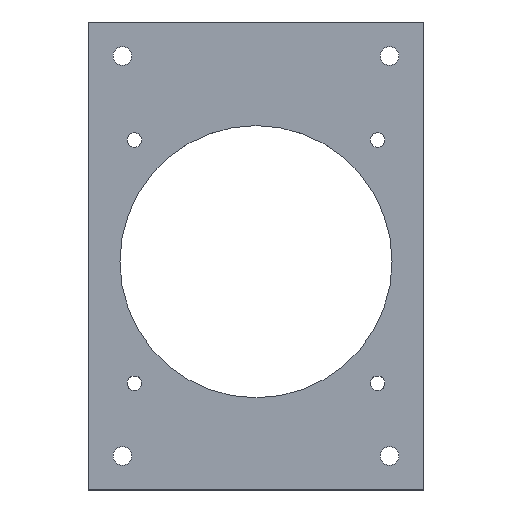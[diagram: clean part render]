
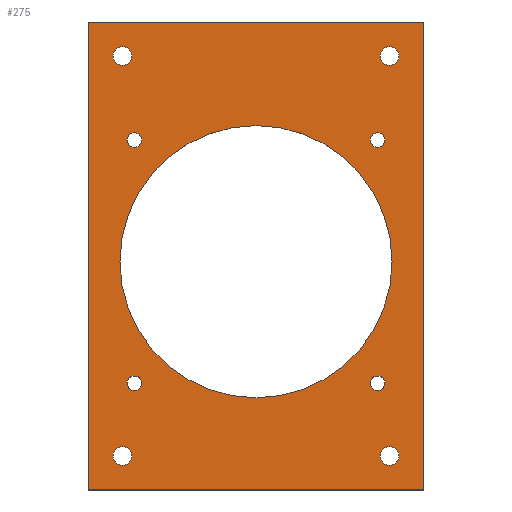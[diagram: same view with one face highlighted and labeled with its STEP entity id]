
A CAD part, top view. The second image highlights one B-rep face of the part: STEP entity #275.
In plain terms, the highlighted planar face has unit normal (0, 0, 1).
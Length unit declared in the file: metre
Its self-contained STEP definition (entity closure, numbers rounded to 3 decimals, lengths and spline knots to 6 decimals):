
#16=LINE('',#462,#28);
#17=LINE('',#465,#29);
#18=LINE('',#467,#30);
#19=LINE('',#469,#31);
#28=VECTOR('',#386,1.);
#29=VECTOR('',#387,1.);
#30=VECTOR('',#388,1.);
#31=VECTOR('',#389,1.);
#37=PLANE('',#317);
#65=ORIENTED_EDGE('',*,*,#120,.T.);
#66=ORIENTED_EDGE('',*,*,#121,.T.);
#67=ORIENTED_EDGE('',*,*,#122,.T.);
#68=ORIENTED_EDGE('',*,*,#123,.T.);
#69=ORIENTED_EDGE('',*,*,#102,.F.);
#70=ORIENTED_EDGE('',*,*,#104,.F.);
#71=ORIENTED_EDGE('',*,*,#106,.F.);
#72=ORIENTED_EDGE('',*,*,#108,.F.);
#73=ORIENTED_EDGE('',*,*,#110,.F.);
#74=ORIENTED_EDGE('',*,*,#124,.T.);
#75=ORIENTED_EDGE('',*,*,#125,.F.);
#76=ORIENTED_EDGE('',*,*,#126,.F.);
#77=ORIENTED_EDGE('',*,*,#127,.F.);
#102=EDGE_CURVE('',#132,#132,#158,.T.);
#104=EDGE_CURVE('',#134,#134,#160,.T.);
#106=EDGE_CURVE('',#136,#136,#162,.T.);
#108=EDGE_CURVE('',#138,#138,#164,.T.);
#110=EDGE_CURVE('',#140,#140,#166,.T.);
#120=EDGE_CURVE('',#150,#150,#172,.F.);
#121=EDGE_CURVE('',#151,#151,#173,.F.);
#122=EDGE_CURVE('',#152,#152,#174,.F.);
#123=EDGE_CURVE('',#153,#153,#175,.F.);
#124=EDGE_CURVE('',#154,#155,#16,.T.);
#125=EDGE_CURVE('',#156,#155,#17,.T.);
#126=EDGE_CURVE('',#157,#156,#18,.T.);
#127=EDGE_CURVE('',#154,#157,#19,.T.);
#132=VERTEX_POINT('',#413);
#134=VERTEX_POINT('',#418);
#136=VERTEX_POINT('',#423);
#138=VERTEX_POINT('',#428);
#140=VERTEX_POINT('',#433);
#150=VERTEX_POINT('',#455);
#151=VERTEX_POINT('',#457);
#152=VERTEX_POINT('',#459);
#153=VERTEX_POINT('',#461);
#154=VERTEX_POINT('',#463);
#155=VERTEX_POINT('',#464);
#156=VERTEX_POINT('',#466);
#157=VERTEX_POINT('',#468);
#158=CIRCLE('',#298,0.00215);
#160=CIRCLE('',#301,0.00215);
#162=CIRCLE('',#304,0.00215);
#164=CIRCLE('',#307,0.00215);
#166=CIRCLE('',#310,0.04);
#172=CIRCLE('',#318,0.00275);
#173=CIRCLE('',#319,0.00275);
#174=CIRCLE('',#320,0.00275);
#175=CIRCLE('',#321,0.00275);
#196=EDGE_LOOP('',(#65));
#197=EDGE_LOOP('',(#66));
#198=EDGE_LOOP('',(#67));
#199=EDGE_LOOP('',(#68));
#200=EDGE_LOOP('',(#69));
#201=EDGE_LOOP('',(#70));
#202=EDGE_LOOP('',(#71));
#203=EDGE_LOOP('',(#72));
#204=EDGE_LOOP('',(#73));
#205=EDGE_LOOP('',(#74,#75,#76,#77));
#238=FACE_BOUND('',#196,.T.);
#239=FACE_BOUND('',#197,.T.);
#240=FACE_BOUND('',#198,.T.);
#241=FACE_BOUND('',#199,.T.);
#242=FACE_BOUND('',#200,.T.);
#243=FACE_BOUND('',#201,.T.);
#244=FACE_BOUND('',#202,.T.);
#245=FACE_BOUND('',#203,.T.);
#246=FACE_BOUND('',#204,.T.);
#247=FACE_BOUND('',#205,.T.);
#275=ADVANCED_FACE('',(#238,#239,#240,#241,#242,#243,#244,#245,#246,#247),
#37,.T.);
#298=AXIS2_PLACEMENT_3D('',#412,#334,#335);
#301=AXIS2_PLACEMENT_3D('',#417,#340,#341);
#304=AXIS2_PLACEMENT_3D('',#422,#346,#347);
#307=AXIS2_PLACEMENT_3D('',#427,#352,#353);
#310=AXIS2_PLACEMENT_3D('',#432,#358,#359);
#317=AXIS2_PLACEMENT_3D('',#453,#376,#377);
#318=AXIS2_PLACEMENT_3D('',#454,#378,#379);
#319=AXIS2_PLACEMENT_3D('',#456,#380,#381);
#320=AXIS2_PLACEMENT_3D('',#458,#382,#383);
#321=AXIS2_PLACEMENT_3D('',#460,#384,#385);
#334=DIRECTION('',(0.,0.,1.));
#335=DIRECTION('',(0.,1.,0.));
#340=DIRECTION('',(0.,0.,1.));
#341=DIRECTION('',(0.,1.,0.));
#346=DIRECTION('',(0.,0.,1.));
#347=DIRECTION('',(0.,1.,0.));
#352=DIRECTION('',(0.,0.,1.));
#353=DIRECTION('',(0.,1.,0.));
#358=DIRECTION('',(0.,0.,1.));
#359=DIRECTION('',(0.,1.,0.));
#376=DIRECTION('',(0.,0.,1.));
#377=DIRECTION('',(-1.,0.,0.));
#378=DIRECTION('',(0.,0.,1.));
#379=DIRECTION('',(0.,-1.,0.));
#380=DIRECTION('',(0.,0.,1.));
#381=DIRECTION('',(0.,-1.,0.));
#382=DIRECTION('',(0.,0.,1.));
#383=DIRECTION('',(0.,-1.,0.));
#384=DIRECTION('',(0.,0.,1.));
#385=DIRECTION('',(0.,-1.,0.));
#386=DIRECTION('',(0.,-1.,0.));
#387=DIRECTION('',(-1.,0.,0.));
#388=DIRECTION('',(0.,-1.,0.));
#389=DIRECTION('',(1.,0.,0.));
#412=CARTESIAN_POINT('',(0.03575,0.01503,0.079204));
#413=CARTESIAN_POINT('',(0.03575,0.01718,0.079204));
#417=CARTESIAN_POINT('',(-0.03575,0.01503,0.079204));
#418=CARTESIAN_POINT('',(-0.03575,0.01718,0.079204));
#422=CARTESIAN_POINT('',(-0.03575,-0.05647,0.079204));
#423=CARTESIAN_POINT('',(-0.03575,-0.05432,0.079204));
#427=CARTESIAN_POINT('',(0.03575,-0.05647,0.079204));
#428=CARTESIAN_POINT('',(0.03575,-0.05432,0.079204));
#432=CARTESIAN_POINT('',(0.,-0.02072,0.079204));
#433=CARTESIAN_POINT('',(0.,0.01928,0.079204));
#453=CARTESIAN_POINT('',(0.,-0.020717,0.079204));
#454=CARTESIAN_POINT('',(0.03925,-0.077817,0.079204));
#455=CARTESIAN_POINT('',(0.03925,-0.080567,0.079204));
#456=CARTESIAN_POINT('',(-0.03925,-0.077817,0.079204));
#457=CARTESIAN_POINT('',(-0.03925,-0.080567,0.079204));
#458=CARTESIAN_POINT('',(-0.03925,0.039733,0.079204));
#459=CARTESIAN_POINT('',(-0.03925,0.036983,0.079204));
#460=CARTESIAN_POINT('',(0.03925,0.039733,0.079204));
#461=CARTESIAN_POINT('',(0.03925,0.036983,0.079204));
#462=CARTESIAN_POINT('',(-0.04925,0.043283,0.079204));
#463=CARTESIAN_POINT('',(-0.04925,0.049733,0.079204));
#464=CARTESIAN_POINT('',(-0.04925,-0.087817,0.079204));
#465=CARTESIAN_POINT('',(0.04725,-0.087817,0.079204));
#466=CARTESIAN_POINT('',(0.04925,-0.087817,0.079204));
#467=CARTESIAN_POINT('',(0.04925,0.043283,0.079204));
#468=CARTESIAN_POINT('',(0.04925,0.049733,0.079204));
#469=CARTESIAN_POINT('',(0.04725,0.049733,0.079204));
